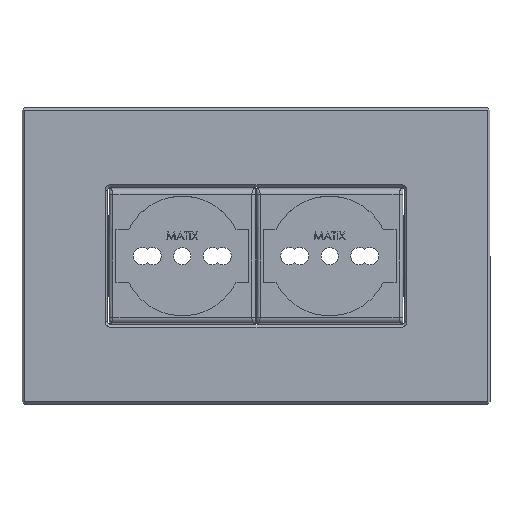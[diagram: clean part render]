
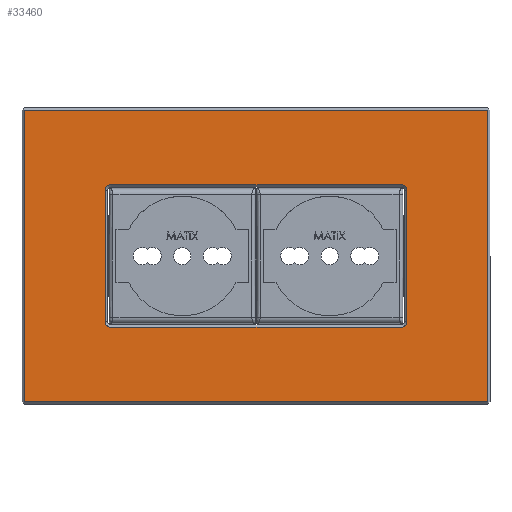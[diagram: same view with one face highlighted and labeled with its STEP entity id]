
A CAD part, top view. The second image highlights one B-rep face of the part: STEP entity #33460.
In plain terms, the highlighted planar face has unit normal (0, 0, 1).
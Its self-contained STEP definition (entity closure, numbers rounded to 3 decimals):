
#96 = VECTOR ( 'NONE', #25985, 1000. ) ;
#627 = DIRECTION ( 'NONE',  ( 0., -1., 0. ) ) ;
#911 = DIRECTION ( 'NONE',  ( 0., 0., -1. ) ) ;
#1291 = LINE ( 'NONE', #22169, #96 ) ;
#1824 = EDGE_CURVE ( 'NONE', #31987, #19678, #32140, .T. ) ;
#2640 = VERTEX_POINT ( 'NONE', #15205 ) ;
#3360 = AXIS2_PLACEMENT_3D ( 'NONE', #38978, #16232, #42846 ) ;
#3714 = EDGE_CURVE ( 'NONE', #44633, #31987, #26121, .T. ) ;
#3999 = VERTEX_POINT ( 'NONE', #26356 ) ;
#4166 = VECTOR ( 'NONE', #627, 1000. ) ;
#4193 = DIRECTION ( 'NONE',  ( 0., 1., 0. ) ) ;
#4364 = DIRECTION ( 'NONE',  ( 0., 0., -1. ) ) ;
#6740 = ORIENTED_EDGE ( 'NONE', *, *, #40709, .T. ) ;
#7863 = VERTEX_POINT ( 'NONE', #31607 ) ;
#8254 = DIRECTION ( 'NONE',  ( -1., 0., 0. ) ) ;
#9228 = CARTESIAN_POINT ( 'NONE',  ( -46.6, -22.85, 2. ) ) ;
#9485 = ORIENTED_EDGE ( 'NONE', *, *, #15134, .T. ) ;
#9649 = EDGE_CURVE ( 'NONE', #7863, #10276, #1291, .T. ) ;
#10276 = VERTEX_POINT ( 'NONE', #30199 ) ;
#10930 = ORIENTED_EDGE ( 'NONE', *, *, #3714, .T. ) ;
#11047 = AXIS2_PLACEMENT_3D ( 'NONE', #15472, #42048, #19283 ) ;
#11055 = CARTESIAN_POINT ( 'NONE',  ( -48.35, 21.1, 2. ) ) ;
#12196 = LINE ( 'NONE', #46661, #29988 ) ;
#12686 = AXIS2_PLACEMENT_3D ( 'NONE', #38421, #19666, #46298 ) ;
#13559 = ORIENTED_EDGE ( 'NONE', *, *, #33211, .T. ) ;
#13615 = VECTOR ( 'NONE', #8254, 1000. ) ;
#13674 = EDGE_CURVE ( 'NONE', #3999, #42897, #12196, .T. ) ;
#15134 = EDGE_CURVE ( 'NONE', #10276, #29446, #42474, .T. ) ;
#15205 = CARTESIAN_POINT ( 'NONE',  ( 74.25, -46.75, 2. ) ) ;
#15472 = CARTESIAN_POINT ( 'NONE',  ( -46.6, 21.1, 2. ) ) ;
#16204 = FACE_OUTER_BOUND ( 'NONE', #40710, .T. ) ;
#16215 = DIRECTION ( 'NONE',  ( 1., 0., 0. ) ) ;
#16232 = DIRECTION ( 'NONE',  ( 0., 0., -1. ) ) ;
#16350 = CARTESIAN_POINT ( 'NONE',  ( 46.6, 22.85, 2. ) ) ;
#16723 = ORIENTED_EDGE ( 'NONE', *, *, #33140, .T. ) ;
#17198 = CARTESIAN_POINT ( 'NONE',  ( -48.35, 0., 2. ) ) ;
#18823 = ORIENTED_EDGE ( 'NONE', *, *, #1824, .T. ) ;
#19283 = DIRECTION ( 'NONE',  ( -1., 0., 0. ) ) ;
#19544 = CIRCLE ( 'NONE', #37254, 1.75 ) ;
#19666 = DIRECTION ( 'NONE',  ( 0., 0., -1. ) ) ;
#19678 = VERTEX_POINT ( 'NONE', #23787 ) ;
#19743 = DIRECTION ( 'NONE',  ( 1., 0., 0. ) ) ;
#20251 = LINE ( 'NONE', #28062, #29153 ) ;
#20565 = EDGE_CURVE ( 'NONE', #34934, #3999, #46707, .T. ) ;
#21769 = VERTEX_POINT ( 'NONE', #9228 ) ;
#22169 = CARTESIAN_POINT ( 'NONE',  ( 48.35, 0., 2. ) ) ;
#22980 = CARTESIAN_POINT ( 'NONE',  ( -48.35, -21.1, 2. ) ) ;
#23198 = CARTESIAN_POINT ( 'NONE',  ( 74.25, 0., 2. ) ) ;
#23787 = CARTESIAN_POINT ( 'NONE',  ( -74.25, -46.75, 2. ) ) ;
#23801 = CARTESIAN_POINT ( 'NONE',  ( 46.6, 21.1, 2. ) ) ;
#24106 = EDGE_CURVE ( 'NONE', #2640, #44633, #34587, .T. ) ;
#25985 = DIRECTION ( 'NONE',  ( 0., -1., 0. ) ) ;
#26121 = LINE ( 'NONE', #46382, #13615 ) ;
#26356 = CARTESIAN_POINT ( 'NONE',  ( -46.6, 22.85, 2. ) ) ;
#27145 = ORIENTED_EDGE ( 'NONE', *, *, #13674, .T. ) ;
#27190 = CARTESIAN_POINT ( 'NONE',  ( 46.6, -21.1, 2. ) ) ;
#27603 = DIRECTION ( 'NONE',  ( -1., 0., 0. ) ) ;
#28062 = CARTESIAN_POINT ( 'NONE',  ( 0., -22.85, 2. ) ) ;
#29153 = VECTOR ( 'NONE', #31843, 1000. ) ;
#29446 = VERTEX_POINT ( 'NONE', #48383 ) ;
#29988 = VECTOR ( 'NONE', #16215, 1000. ) ;
#30199 = CARTESIAN_POINT ( 'NONE',  ( 48.35, -21.1, 2. ) ) ;
#30428 = LINE ( 'NONE', #34836, #39363 ) ;
#30988 = DIRECTION ( 'NONE',  ( -1., 0., 0. ) ) ;
#31011 = VECTOR ( 'NONE', #4193, 1000. ) ;
#31046 = LINE ( 'NONE', #17198, #42378 ) ;
#31607 = CARTESIAN_POINT ( 'NONE',  ( 48.35, 21.1, 2. ) ) ;
#31843 = DIRECTION ( 'NONE',  ( -1., 0., 0. ) ) ;
#31987 = VERTEX_POINT ( 'NONE', #34853 ) ;
#32140 = LINE ( 'NONE', #46289, #4166 ) ;
#33140 = EDGE_CURVE ( 'NONE', #21769, #43717, #47193, .T. ) ;
#33211 = EDGE_CURVE ( 'NONE', #43717, #34934, #31046, .T. ) ;
#33460 = ADVANCED_FACE ( 'NONE', ( #33993, #16204 ), #42430, .F. ) ;
#33993 = FACE_BOUND ( 'NONE', #44925, .T. ) ;
#34587 = LINE ( 'NONE', #23198, #31011 ) ;
#34791 = CARTESIAN_POINT ( 'NONE',  ( 74.25, 46.75, 2. ) ) ;
#34835 = ORIENTED_EDGE ( 'NONE', *, *, #9649, .T. ) ;
#34836 = CARTESIAN_POINT ( 'NONE',  ( 0., -46.75, 2. ) ) ;
#34853 = CARTESIAN_POINT ( 'NONE',  ( -74.25, 46.75, 2. ) ) ;
#34934 = VERTEX_POINT ( 'NONE', #11055 ) ;
#36528 = ORIENTED_EDGE ( 'NONE', *, *, #24106, .T. ) ;
#37254 = AXIS2_PLACEMENT_3D ( 'NONE', #23801, #911, #27603 ) ;
#37600 = EDGE_CURVE ( 'NONE', #42897, #7863, #19544, .T. ) ;
#38421 = CARTESIAN_POINT ( 'NONE',  ( 0., 0., 2. ) ) ;
#38595 = ORIENTED_EDGE ( 'NONE', *, *, #39299, .T. ) ;
#38978 = CARTESIAN_POINT ( 'NONE',  ( -46.6, -21.1, 2. ) ) ;
#39299 = EDGE_CURVE ( 'NONE', #19678, #2640, #30428, .T. ) ;
#39363 = VECTOR ( 'NONE', #19743, 1000. ) ;
#40709 = EDGE_CURVE ( 'NONE', #29446, #21769, #20251, .T. ) ;
#40710 = EDGE_LOOP ( 'NONE', ( #18823, #38595, #36528, #10930 ) ) ;
#41064 = ORIENTED_EDGE ( 'NONE', *, *, #20565, .T. ) ;
#42048 = DIRECTION ( 'NONE',  ( 0., 0., -1. ) ) ;
#42102 = ORIENTED_EDGE ( 'NONE', *, *, #37600, .T. ) ;
#42378 = VECTOR ( 'NONE', #43823, 1000. ) ;
#42430 = PLANE ( 'NONE',  #12686 ) ;
#42474 = CIRCLE ( 'NONE', #46330, 1.75 ) ;
#42846 = DIRECTION ( 'NONE',  ( -1., 0., 0. ) ) ;
#42897 = VERTEX_POINT ( 'NONE', #16350 ) ;
#43717 = VERTEX_POINT ( 'NONE', #22980 ) ;
#43823 = DIRECTION ( 'NONE',  ( 0., 1., 0. ) ) ;
#44633 = VERTEX_POINT ( 'NONE', #34791 ) ;
#44925 = EDGE_LOOP ( 'NONE', ( #9485, #6740, #16723, #13559, #41064, #27145, #42102, #34835 ) ) ;
#46289 = CARTESIAN_POINT ( 'NONE',  ( -74.25, 0., 2. ) ) ;
#46298 = DIRECTION ( 'NONE',  ( -1., 0., 0. ) ) ;
#46330 = AXIS2_PLACEMENT_3D ( 'NONE', #27190, #4364, #30988 ) ;
#46382 = CARTESIAN_POINT ( 'NONE',  ( 0., 46.75, 2. ) ) ;
#46661 = CARTESIAN_POINT ( 'NONE',  ( 0., 22.85, 2. ) ) ;
#46707 = CIRCLE ( 'NONE', #11047, 1.75 ) ;
#47193 = CIRCLE ( 'NONE', #3360, 1.75 ) ;
#48383 = CARTESIAN_POINT ( 'NONE',  ( 46.6, -22.85, 2. ) ) ;
